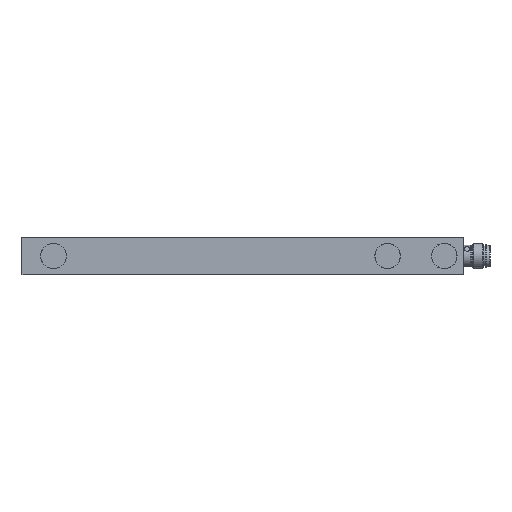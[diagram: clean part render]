
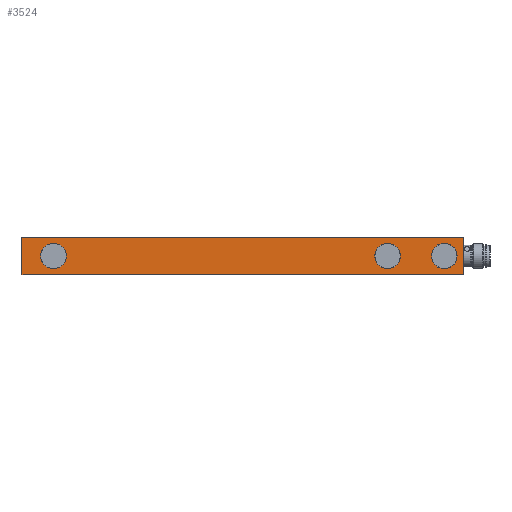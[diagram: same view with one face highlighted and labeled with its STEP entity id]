
A CAD part, left-side view. The second image highlights one B-rep face of the part: STEP entity #3524.
In plain terms, the highlighted face is planar.
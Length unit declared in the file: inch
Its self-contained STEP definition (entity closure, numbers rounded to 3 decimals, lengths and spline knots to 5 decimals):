
#7 = CIRCLE ( 'NONE', #3707, 0.15945 ) ;
#23 = CARTESIAN_POINT ( 'NONE',  ( -2.75591, -3.8189, 0.23622 ) ) ;
#355 = DIRECTION ( 'NONE',  ( -1., 0., 0. ) ) ;
#362 = VERTEX_POINT ( 'NONE', #4621 ) ;
#692 = EDGE_CURVE ( 'NONE', #6914, #2031, #3010, .T. ) ;
#725 = EDGE_LOOP ( 'NONE', ( #6919 ) ) ;
#846 = CARTESIAN_POINT ( 'NONE',  ( -2.75591, -3.8189, 0.23622 ) ) ;
#1318 = EDGE_CURVE ( 'NONE', #5595, #6792, #5352, .T. ) ;
#1382 = ORIENTED_EDGE ( 'NONE', *, *, #1680, .T. ) ;
#1398 = ORIENTED_EDGE ( 'NONE', *, *, #6268, .T. ) ;
#1442 = LINE ( 'NONE', #6085, #6080 ) ;
#1538 = CARTESIAN_POINT ( 'NONE',  ( 2.52165, -3.8189, 0. ) ) ;
#1545 = EDGE_LOOP ( 'NONE', ( #1382 ) ) ;
#1563 = EDGE_CURVE ( 'NONE', #6914, #5595, #1442, .T. ) ;
#1647 = DIRECTION ( 'NONE',  ( 1., 0., 0. ) ) ;
#1680 = EDGE_CURVE ( 'NONE', #362, #362, #4509, .T. ) ;
#1858 = DIRECTION ( 'NONE',  ( 0., 0., 1. ) ) ;
#1891 = VECTOR ( 'NONE', #1858, 39.37008 ) ;
#1927 = AXIS2_PLACEMENT_3D ( 'NONE', #5255, #5828, #3164 ) ;
#1942 = FACE_BOUND ( 'NONE', #1545, .T. ) ;
#2031 = VERTEX_POINT ( 'NONE', #4773 ) ;
#2032 = DIRECTION ( 'NONE',  ( 0., 1., 0. ) ) ;
#2065 = CARTESIAN_POINT ( 'NONE',  ( 2.3622, -3.8189, 0. ) ) ;
#2458 = DIRECTION ( 'NONE',  ( -1., 0., 0. ) ) ;
#3010 = LINE ( 'NONE', #5175, #1891 ) ;
#3067 = VERTEX_POINT ( 'NONE', #3668 ) ;
#3164 = DIRECTION ( 'NONE',  ( 1., 0., 0. ) ) ;
#3361 = VECTOR ( 'NONE', #355, 39.37008 ) ;
#3479 = ORIENTED_EDGE ( 'NONE', *, *, #692, .T. ) ;
#3518 = CARTESIAN_POINT ( 'NONE',  ( -2.75591, -3.8189, 0.23622 ) ) ;
#3524 = ADVANCED_FACE ( 'NONE', ( #5659, #1942, #4127, #3592 ), #6258, .T. ) ;
#3579 = AXIS2_PLACEMENT_3D ( 'NONE', #2065, #2032, #3746 ) ;
#3592 = FACE_BOUND ( 'NONE', #4039, .T. ) ;
#3668 = CARTESIAN_POINT ( 'NONE',  ( -2.36024, -3.8189, 0. ) ) ;
#3707 = AXIS2_PLACEMENT_3D ( 'NONE', #5318, #4805, #1647 ) ;
#3746 = DIRECTION ( 'NONE',  ( 1., 0., 0. ) ) ;
#3766 = ORIENTED_EDGE ( 'NONE', *, *, #6027, .T. ) ;
#3966 = CARTESIAN_POINT ( 'NONE',  ( 2.75591, -3.8189, -0.23622 ) ) ;
#4019 = LINE ( 'NONE', #3518, #3361 ) ;
#4039 = EDGE_LOOP ( 'NONE', ( #3766 ) ) ;
#4127 = FACE_BOUND ( 'NONE', #725, .T. ) ;
#4298 = ORIENTED_EDGE ( 'NONE', *, *, #1318, .F. ) ;
#4452 = ORIENTED_EDGE ( 'NONE', *, *, #1563, .F. ) ;
#4509 = CIRCLE ( 'NONE', #1927, 0.15945 ) ;
#4621 = CARTESIAN_POINT ( 'NONE',  ( -1.65157, -3.8189, 0. ) ) ;
#4773 = CARTESIAN_POINT ( 'NONE',  ( 2.75591, -3.8189, 0.23622 ) ) ;
#4805 = DIRECTION ( 'NONE',  ( 0., 1., 0. ) ) ;
#5000 = AXIS2_PLACEMENT_3D ( 'NONE', #846, #6330, #5768 ) ;
#5175 = CARTESIAN_POINT ( 'NONE',  ( 2.75591, -3.8189, 0.23622 ) ) ;
#5255 = CARTESIAN_POINT ( 'NONE',  ( -1.81102, -3.8189, 0. ) ) ;
#5318 = CARTESIAN_POINT ( 'NONE',  ( -2.51969, -3.8189, 0. ) ) ;
#5352 = LINE ( 'NONE', #23, #6111 ) ;
#5468 = EDGE_LOOP ( 'NONE', ( #4452, #3479, #1398, #4298 ) ) ;
#5595 = VERTEX_POINT ( 'NONE', #6421 ) ;
#5659 = FACE_OUTER_BOUND ( 'NONE', #5468, .T. ) ;
#5768 = DIRECTION ( 'NONE',  ( -1., 0., 0. ) ) ;
#5826 = CARTESIAN_POINT ( 'NONE',  ( -2.75591, -3.8189, 0.23622 ) ) ;
#5828 = DIRECTION ( 'NONE',  ( 0., 1., 0. ) ) ;
#5962 = EDGE_CURVE ( 'NONE', #6775, #6775, #6607, .T. ) ;
#6027 = EDGE_CURVE ( 'NONE', #3067, #3067, #7, .T. ) ;
#6080 = VECTOR ( 'NONE', #2458, 39.37008 ) ;
#6085 = CARTESIAN_POINT ( 'NONE',  ( 0., -3.8189, -0.23622 ) ) ;
#6111 = VECTOR ( 'NONE', #6295, 39.37008 ) ;
#6258 = PLANE ( 'NONE',  #5000 ) ;
#6268 = EDGE_CURVE ( 'NONE', #2031, #6792, #4019, .T. ) ;
#6295 = DIRECTION ( 'NONE',  ( 0., 0., 1. ) ) ;
#6330 = DIRECTION ( 'NONE',  ( 0., -1., 0. ) ) ;
#6421 = CARTESIAN_POINT ( 'NONE',  ( -2.75591, -3.8189, -0.23622 ) ) ;
#6607 = CIRCLE ( 'NONE', #3579, 0.15945 ) ;
#6775 = VERTEX_POINT ( 'NONE', #1538 ) ;
#6792 = VERTEX_POINT ( 'NONE', #5826 ) ;
#6914 = VERTEX_POINT ( 'NONE', #3966 ) ;
#6919 = ORIENTED_EDGE ( 'NONE', *, *, #5962, .T. ) ;
